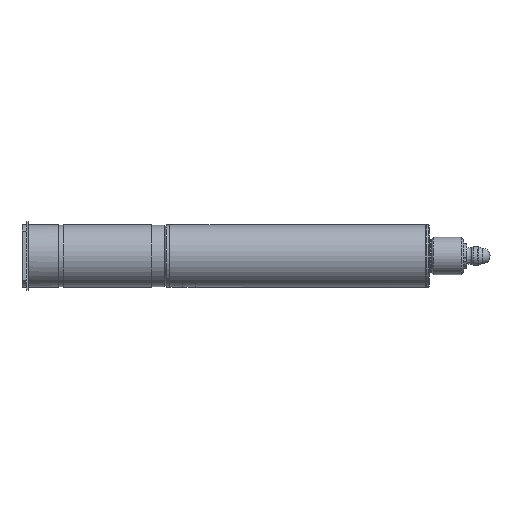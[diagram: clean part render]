
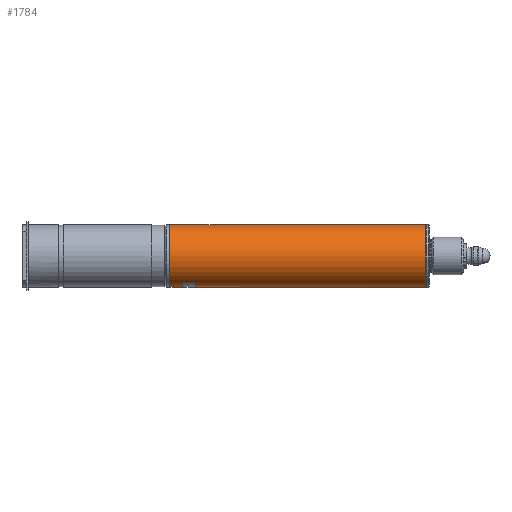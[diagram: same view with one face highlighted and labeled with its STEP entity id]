
A CAD part, front view. The second image highlights one B-rep face of the part: STEP entity #1784.
In plain terms, the highlighted cylindrical face has radius 5 mm (diameter 10 mm), a full revolution.
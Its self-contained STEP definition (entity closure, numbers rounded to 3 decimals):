
#24=B_SPLINE_CURVE_WITH_KNOTS('',3,(#2859,#2860,#2861,#2862,#2863),
 .UNSPECIFIED.,.F.,.F.,(4,1,4),(-1.104,-0.473,0.),
 .UNSPECIFIED.);
#25=B_SPLINE_CURVE_WITH_KNOTS('',3,(#2889,#2890,#2891,#2892,#2893),
 .UNSPECIFIED.,.F.,.F.,(4,1,4),(-1.104,-0.473,0.),
 .UNSPECIFIED.);
#52=CYLINDRICAL_SURFACE('',#1921,5.);
#211=LINE('',#2835,#371);
#215=LINE('',#2867,#375);
#371=VECTOR('',#2333,2.037);
#375=VECTOR('',#2339,2.037);
#405=FACE_BOUND('',#631,.T.);
#406=FACE_BOUND('',#632,.T.);
#502=FACE_OUTER_BOUND('',#630,.T.);
#630=EDGE_LOOP('',(#1468));
#631=EDGE_LOOP('',(#1469,#1470,#1471,#1472));
#632=EDGE_LOOP('',(#1473));
#697=CIRCLE('',#1914,5.);
#698=CIRCLE('',#1916,5.);
#843=VERTEX_POINT('',#2802);
#844=VERTEX_POINT('',#2805);
#850=VERTEX_POINT('',#2833);
#851=VERTEX_POINT('',#2834);
#852=VERTEX_POINT('',#2858);
#853=VERTEX_POINT('',#2866);
#1052=EDGE_CURVE('',#843,#843,#697,.T.);
#1053=EDGE_CURVE('',#844,#844,#698,.T.);
#1059=EDGE_CURVE('',#850,#851,#211,.T.);
#1062=EDGE_CURVE('',#851,#852,#24,.T.);
#1064=EDGE_CURVE('',#852,#853,#215,.T.);
#1066=EDGE_CURVE('',#853,#850,#25,.T.);
#1468=ORIENTED_EDGE('',*,*,#1053,.F.);
#1469=ORIENTED_EDGE('',*,*,#1059,.T.);
#1470=ORIENTED_EDGE('',*,*,#1062,.T.);
#1471=ORIENTED_EDGE('',*,*,#1064,.T.);
#1472=ORIENTED_EDGE('',*,*,#1066,.T.);
#1473=ORIENTED_EDGE('',*,*,#1052,.T.);
#1784=ADVANCED_FACE('',(#502,#405,#406),#52,.T.);
#1914=AXIS2_PLACEMENT_3D('',#2803,#2321,#2322);
#1916=AXIS2_PLACEMENT_3D('',#2806,#2325,#2326);
#1921=AXIS2_PLACEMENT_3D('',#2894,#2341,#2342);
#2321=DIRECTION('center_axis',(-1.,0.,0.));
#2322=DIRECTION('ref_axis',(0.,0.,-1.));
#2325=DIRECTION('center_axis',(-1.,0.,0.));
#2326=DIRECTION('ref_axis',(0.,0.,-1.));
#2333=DIRECTION('',(-1.,0.,0.));
#2339=DIRECTION('',(1.,0.,0.));
#2341=DIRECTION('center_axis',(-1.,0.,0.));
#2342=DIRECTION('ref_axis',(0.,-1.,0.));
#2802=CARTESIAN_POINT('',(26.556,-8.035,0.));
#2803=CARTESIAN_POINT('Origin',(26.556,-3.035,0.));
#2805=CARTESIAN_POINT('',(-14.444,-8.035,0.));
#2806=CARTESIAN_POINT('Origin',(-14.444,-3.035,0.));
#2833=CARTESIAN_POINT('',(-10.348,-0.405,-4.252));
#2834=CARTESIAN_POINT('',(-12.385,-0.405,-4.253));
#2835=CARTESIAN_POINT('',(-11.367,-0.405,-4.252));
#2858=CARTESIAN_POINT('',(-12.383,-5.647,-4.263));
#2859=CARTESIAN_POINT('Ctrl Pts',(-12.385,-0.405,-4.253));
#2860=CARTESIAN_POINT('Ctrl Pts',(-12.385,-1.299,-4.805));
#2861=CARTESIAN_POINT('Ctrl Pts',(-12.384,-3.175,-5.261));
#2862=CARTESIAN_POINT('Ctrl Pts',(-12.384,-4.975,-4.675));
#2863=CARTESIAN_POINT('Ctrl Pts',(-12.383,-5.647,-4.263));
#2866=CARTESIAN_POINT('',(-10.347,-5.647,-4.264));
#2867=CARTESIAN_POINT('',(-11.365,-5.647,-4.263));
#2889=CARTESIAN_POINT('Ctrl Pts',(-10.347,-5.647,-4.264));
#2890=CARTESIAN_POINT('Ctrl Pts',(-10.347,-4.751,-4.813));
#2891=CARTESIAN_POINT('Ctrl Pts',(-10.347,-2.873,-5.261));
#2892=CARTESIAN_POINT('Ctrl Pts',(-10.348,-1.075,-4.667));
#2893=CARTESIAN_POINT('Ctrl Pts',(-10.348,-0.405,
-4.252));
#2894=CARTESIAN_POINT('Origin',(6.056,-3.035,0.));
